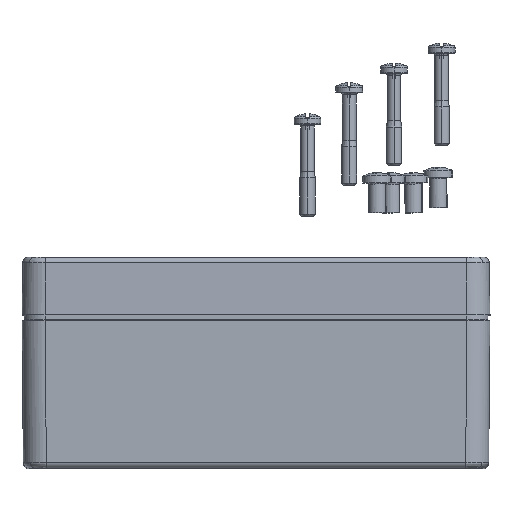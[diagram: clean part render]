
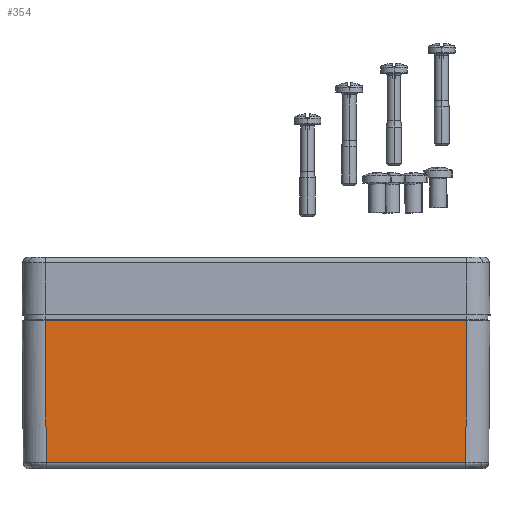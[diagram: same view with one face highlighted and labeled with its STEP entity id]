
A CAD part, top view. The second image highlights one B-rep face of the part: STEP entity #354.
In plain terms, the highlighted planar face has unit normal (0, -0.008, 1).
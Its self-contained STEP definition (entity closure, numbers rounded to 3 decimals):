
#296 = EDGE_CURVE ( 'NONE', #26087, #340, #23358, .T. ) ;
#340 = VERTEX_POINT ( 'NONE', #23585 ) ;
#354 = ADVANCED_FACE ( 'NONE', ( #23609 ), #23659, .T. ) ;
#364 = ORIENTED_EDGE ( 'NONE', *, *, #41985, .T. ) ;
#367 = EDGE_CURVE ( 'NONE', #340, #41969, #23694, .T. ) ;
#369 = ORIENTED_EDGE ( 'NONE', *, *, #367, .T. ) ;
#372 = EDGE_LOOP ( 'NONE', ( #369, #364, #379, #374 ) ) ;
#374 = ORIENTED_EDGE ( 'NONE', *, *, #296, .T. ) ;
#376 = EDGE_CURVE ( 'NONE', #34982, #26087, #23738, .T. ) ;
#379 = ORIENTED_EDGE ( 'NONE', *, *, #376, .T. ) ;
#10262 = CARTESIAN_POINT ( 'NONE',  ( -54.665, -40.013, 59.665 ) ) ;
#12029 = CARTESIAN_POINT ( 'NONE',  ( -54.975, -3., 59.975 ) ) ;
#13856 = CARTESIAN_POINT ( 'NONE',  ( 54.975, -3., 59.975 ) ) ;
#13915 = DIRECTION ( 'NONE',  ( -1., 0., 0. ) ) ;
#13916 = VECTOR ( 'NONE', #13915, 1000. ) ;
#13917 = CARTESIAN_POINT ( 'NONE',  ( -61., -3., 59.975 ) ) ;
#13918 = LINE ( 'NONE', #13917, #13916 ) ;
#23355 = DIRECTION ( 'NONE',  ( 1., 0., 0. ) ) ;
#23356 = VECTOR ( 'NONE', #23355, 1000. ) ;
#23357 = CARTESIAN_POINT ( 'NONE',  ( -61., -40.013, 59.665 ) ) ;
#23358 = LINE ( 'NONE', #23357, #23356 ) ;
#23585 = CARTESIAN_POINT ( 'NONE',  ( 54.665, -40.013, 59.665 ) ) ;
#23609 = FACE_OUTER_BOUND ( 'NONE', #372, .T. ) ;
#23653 = DIRECTION ( 'NONE',  ( 0., -1., -0.008 ) ) ;
#23654 = DIRECTION ( 'NONE',  ( 0., -0.008, 1. ) ) ;
#23656 = CARTESIAN_POINT ( 'NONE',  ( -61., 0., 60. ) ) ;
#23657 = AXIS2_PLACEMENT_3D ( 'NONE', #23656, #23654, #23653 ) ;
#23659 = PLANE ( 'NONE',  #23657 ) ;
#23691 = DIRECTION ( 'NONE',  ( 0.008, 1., 0.008 ) ) ;
#23692 = VECTOR ( 'NONE', #23691, 1000. ) ;
#23693 = CARTESIAN_POINT ( 'NONE',  ( 54.992, -0.972, 59.992 ) ) ;
#23694 = LINE ( 'NONE', #23693, #23692 ) ;
#23734 = DIRECTION ( 'NONE',  ( 0.008, -1., -0.008 ) ) ;
#23736 = VECTOR ( 'NONE', #23734, 1000. ) ;
#23737 = CARTESIAN_POINT ( 'NONE',  ( -55.001, 0.05, 60. ) ) ;
#23738 = LINE ( 'NONE', #23737, #23736 ) ;
#26087 = VERTEX_POINT ( 'NONE', #10262 ) ;
#34982 = VERTEX_POINT ( 'NONE', #12029 ) ;
#41969 = VERTEX_POINT ( 'NONE', #13856 ) ;
#41985 = EDGE_CURVE ( 'NONE', #41969, #34982, #13918, .T. ) ;
